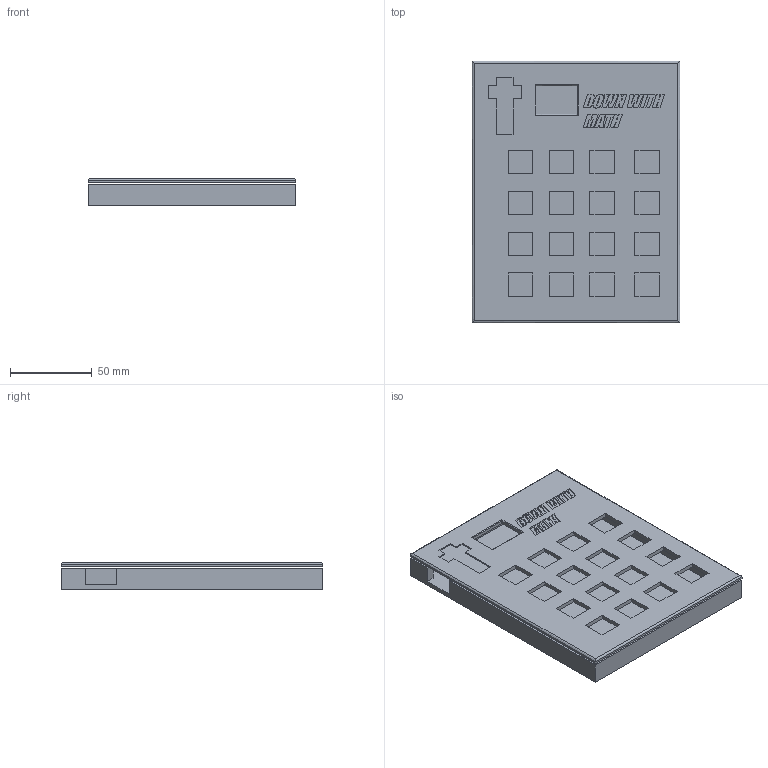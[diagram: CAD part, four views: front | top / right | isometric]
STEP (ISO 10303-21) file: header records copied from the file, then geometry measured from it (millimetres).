
FILE_DESCRIPTION(/* description */ (''),/* implementation_level */ '2;1');
FILE_NAME(/* name */ 'HACK CLUB CALC+ IR LED BOTTOM.step',/* time_stamp */ '2026-02-09T17:37:47-05:00',/* author */ (''),/* organization */ (''),/* preprocessor_version */ 'ST-DEVELOPER v20.1',/* originating_system */ 'Autodesk Translation Framework v14.21.0.0',/* authorisation */ '');
FILE_SCHEMA (('AUTOMOTIVE_DESIGN { 1 0 10303 214 3 1 1 }'));
Length unit declared in the file: millimetre
Products named in the file (1): HACK CLUB CALC+ IR LED BOTTOM
Bounding box: 127 x 160 x 16.5 mm (x, y, z)
Volume: 127416.5 mm3; surface area: 90023.9 mm2
Topology: 2 solids, 2 shells, 284 faces, 784 edges, 520 vertices
Faces by surface type: plane 226, bspline 58
Entity records: 9748 total; most frequent: CARTESIAN_POINT 2815, ORIENTED_EDGE 1568, DIRECTION 1114, EDGE_CURVE 784, LINE 660, VECTOR 660, VERTEX_POINT 520, EDGE_LOOP 334
